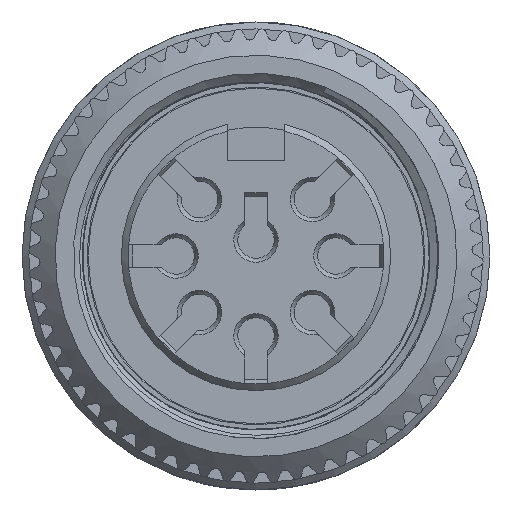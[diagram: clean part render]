
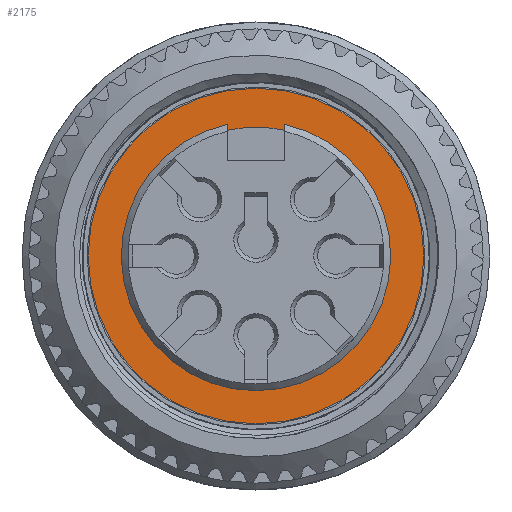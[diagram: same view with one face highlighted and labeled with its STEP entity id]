
A CAD part, left-side view. The second image highlights one B-rep face of the part: STEP entity #2175.
In plain terms, the highlighted planar face has unit normal (-1, 0, 0).
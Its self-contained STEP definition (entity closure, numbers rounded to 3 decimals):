
#771=FACE_BOUND('',#3481,.T.);
#772=FACE_BOUND('',#3482,.T.);
#1664=PLANE('',#10497);
#2175=ADVANCED_FACE('',(#771,#772),#1664,.F.);
#3481=EDGE_LOOP('',(#6515));
#3482=EDGE_LOOP('',(#6516,#6517,#6518,#6519));
#3684=CIRCLE('',#10492,5.9);
#3685=CIRCLE('',#10494,7.35);
#3686=CIRCLE('',#10496,5.65);
#6515=ORIENTED_EDGE('',*,*,#8921,.F.);
#6516=ORIENTED_EDGE('',*,*,#8919,.F.);
#6517=ORIENTED_EDGE('',*,*,#8922,.T.);
#6518=ORIENTED_EDGE('',*,*,#8923,.F.);
#6519=ORIENTED_EDGE('',*,*,#8924,.T.);
#7495=VERTEX_POINT('',#20067);
#7496=VERTEX_POINT('',#20069);
#7497=VERTEX_POINT('',#20073);
#7498=VERTEX_POINT('',#20076);
#7499=VERTEX_POINT('',#20078);
#8919=EDGE_CURVE('',#7495,#7496,#3684,.T.);
#8921=EDGE_CURVE('',#7497,#7497,#3685,.T.);
#8922=EDGE_CURVE('',#7495,#7498,#9351,.T.);
#8923=EDGE_CURVE('',#7499,#7498,#3686,.T.);
#8924=EDGE_CURVE('',#7499,#7496,#9352,.T.);
#9351=LINE('',#20075,#9778);
#9352=LINE('',#20079,#9779);
#9778=VECTOR('',#12340,1.);
#9779=VECTOR('',#12343,1.);
#10492=AXIS2_PLACEMENT_3D('',#20068,#12331,#12332);
#10494=AXIS2_PLACEMENT_3D('',#20072,#12336,#12337);
#10496=AXIS2_PLACEMENT_3D('',#20077,#12341,#12342);
#10497=AXIS2_PLACEMENT_3D('',#20080,#12344,#12345);
#12331=DIRECTION('',(-1.,0.,0.));
#12332=DIRECTION('',(0.,0.,-1.));
#12336=DIRECTION('',(1.,0.,0.));
#12337=DIRECTION('',(0.,-1.,0.));
#12340=DIRECTION('',(0.,0.,-1.));
#12341=DIRECTION('',(-1.,0.,0.));
#12342=DIRECTION('',(0.,-1.,0.));
#12343=DIRECTION('',(0.,0.,1.));
#12344=DIRECTION('',(1.,0.,0.));
#12345=DIRECTION('',(0.,0.,-1.));
#20067=CARTESIAN_POINT('',(6.4,1.25,5.766));
#20068=CARTESIAN_POINT('',(6.4,0.,0.));
#20069=CARTESIAN_POINT('',(6.4,-1.25,5.766));
#20072=CARTESIAN_POINT('',(6.4,0.,0.));
#20073=CARTESIAN_POINT('',(6.4,-7.35,0.));
#20075=CARTESIAN_POINT('',(6.4,1.25,0.));
#20076=CARTESIAN_POINT('',(6.4,1.25,5.51));
#20077=CARTESIAN_POINT('',(6.4,0.,0.));
#20078=CARTESIAN_POINT('',(6.4,-1.25,5.51));
#20079=CARTESIAN_POINT('',(6.4,-1.25,0.));
#20080=CARTESIAN_POINT('',(6.4,0.,0.));
